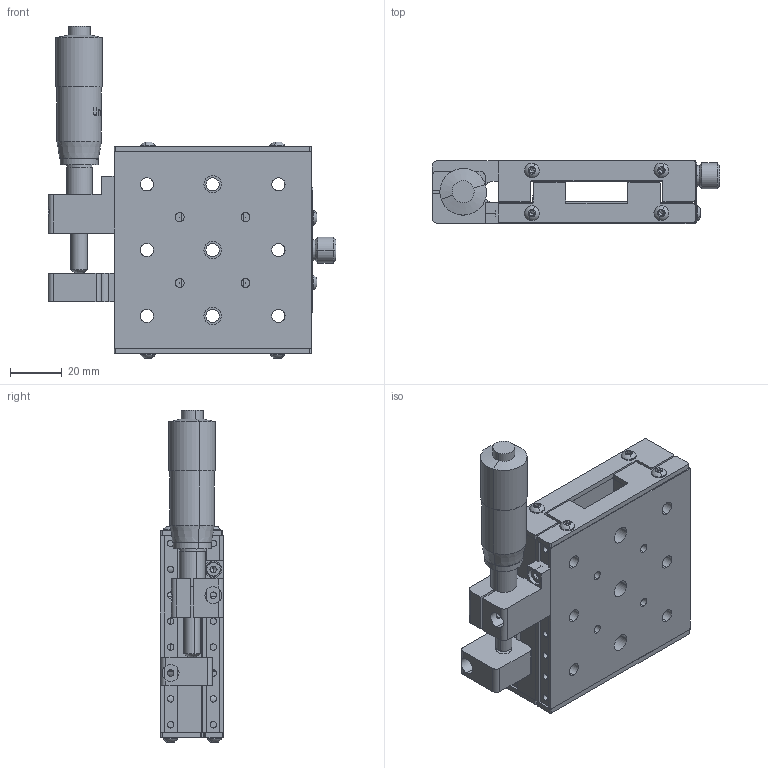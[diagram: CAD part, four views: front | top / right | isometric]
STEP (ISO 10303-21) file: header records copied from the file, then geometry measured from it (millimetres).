
FILE_DESCRIPTION (( 'STEP AP203' ), '1' );
FILE_NAME ('06PTS-1.STEP', '2017-11-20T07:16:07', ( '' ), ( '' ), 'SwSTEP 2.0', 'SolidWorks 2016', '' );
FILE_SCHEMA (( 'CONFIG_CONTROL_DESIGN' ));
Length unit declared in the file: millimetre
Products named in the file (1): 06PTS-1
Bounding box: 111.1 x 24.5 x 128.15 mm (x, y, z)
Surface area: 52063.4 mm2 (no closed solid volume)
Topology: 0 solids, 35 shells, 521 faces, 2017 edges, 1447 vertices
Faces by surface type: plane 233, cylinder 210, cone 34, sphere 22, bspline 16, torus 6
Entity records: 25358 total; most frequent: CARTESIAN_POINT 8490, DIRECTION 3553, ORIENTED_EDGE 3136, EDGE_CURVE 1991, VERTEX_POINT 1447, AXIS2_PLACEMENT_3D 1260, VECTOR 1033, LINE 1033
